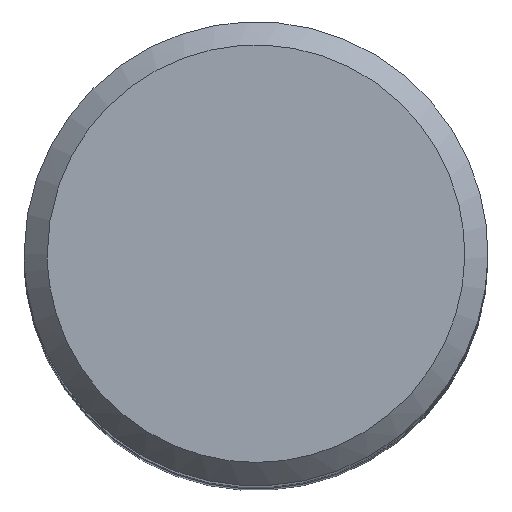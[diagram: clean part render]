
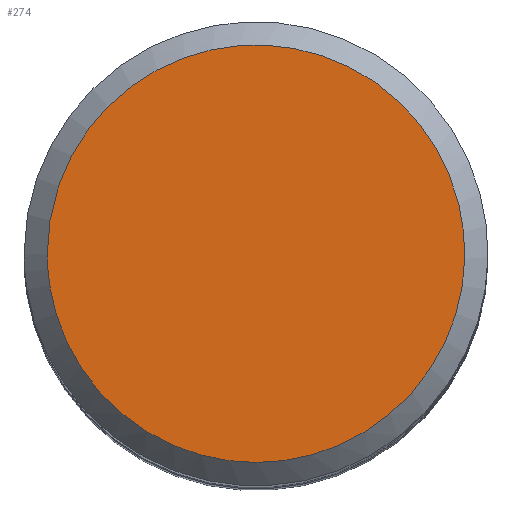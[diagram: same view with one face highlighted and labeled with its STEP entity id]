
A CAD part, top view. The second image highlights one B-rep face of the part: STEP entity #274.
In plain terms, the highlighted planar face has unit normal (0, 0, 1).
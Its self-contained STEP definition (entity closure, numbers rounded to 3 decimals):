
#225 = VERTEX_POINT('', #226);
#226 = CARTESIAN_POINT('', (-11.25, 0., 0.));
#231 = EDGE_CURVE('', #225, #225, #232, .T.);
#232 = (
   BOUNDED_CURVE ()
   B_SPLINE_CURVE (2, (#233, #234, #235, #236, #237, #238, #239, #240, #241), .UNSPECIFIED., .T., .U.)
   B_SPLINE_CURVE_WITH_KNOTS ((3, 2, 2, 2, 3), (0., 1.571, 3.142, 4.712, 6.283), .UNSPECIFIED.)
   CURVE ()
   GEOMETRIC_REPRESENTATION_ITEM ()
   RATIONAL_B_SPLINE_CURVE ((1., 0.707, 1., 0.707, 1., 0.707, 1., 0.707, 1.))
   REPRESENTATION_ITEM ('')
);
#233 = CARTESIAN_POINT('', (-11.25, 0., 0.));
#234 = CARTESIAN_POINT('', (-11.25, 11.25, 0.));
#235 = CARTESIAN_POINT('', (0., 11.25, 0.));
#236 = CARTESIAN_POINT('', (11.25, 11.25, 0.));
#237 = CARTESIAN_POINT('', (11.25, 0., 0.));
#238 = CARTESIAN_POINT('', (11.25, -11.25, 0.));
#239 = CARTESIAN_POINT('', (0., -11.25, 0.));
#240 = CARTESIAN_POINT('', (-11.25, -11.25, 0.));
#241 = CARTESIAN_POINT('', (-11.25, 0., 0.));
#274 = ADVANCED_FACE('', (#275), #278, .T.);
#275 = FACE_OUTER_BOUND('', #276, .T.);
#276 = EDGE_LOOP('', (#277));
#277 = ORIENTED_EDGE('', *, *, #231, .F.);
#278 = PLANE('', #279);
#279 = AXIS2_PLACEMENT_3D('', #280, #281, #282);
#280 = CARTESIAN_POINT('', (17.501, -17.501, 0.));
#281 = DIRECTION('', (0., 0., 1.));
#282 = DIRECTION('', (0., 1., 0.));
